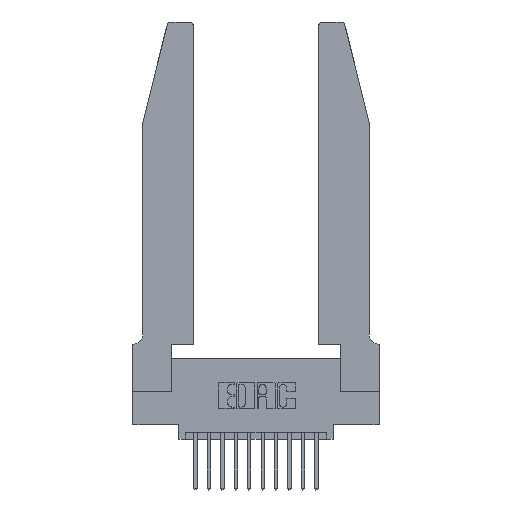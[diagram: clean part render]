
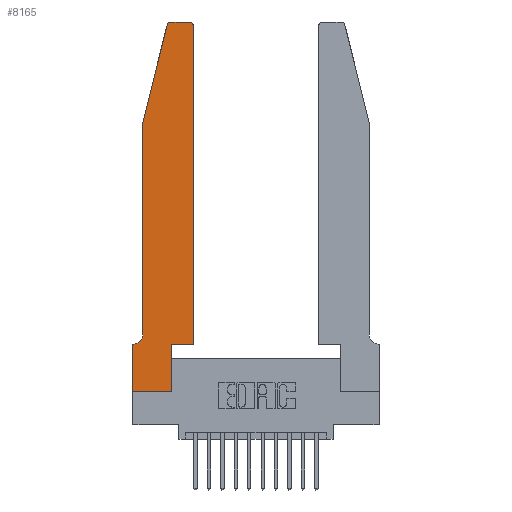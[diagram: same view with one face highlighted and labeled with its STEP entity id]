
A CAD part, top view. The second image highlights one B-rep face of the part: STEP entity #8165.
In plain terms, the highlighted planar face has unit normal (0, 0, 1).
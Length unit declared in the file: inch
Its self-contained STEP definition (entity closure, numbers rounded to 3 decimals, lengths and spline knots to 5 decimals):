
#210 = AXIS2_PLACEMENT_3D ( 'NONE', #8623, #9821, #4633 ) ;
#788 = VERTEX_POINT ( 'NONE', #16419 ) ;
#903 = CARTESIAN_POINT ( 'NONE',  ( 0.25487, 2.72718, 0.37 ) ) ;
#952 = CARTESIAN_POINT ( 'NONE',  ( 0.2865, 0.35, 0.37 ) ) ;
#1020 = VERTEX_POINT ( 'NONE', #16464 ) ;
#1117 = CARTESIAN_POINT ( 'NONE',  ( 0.2865, 0.35, 0.37 ) ) ;
#1390 = CARTESIAN_POINT ( 'NONE',  ( 0.284, 2.72, 0.37 ) ) ;
#1591 = VERTEX_POINT ( 'NONE', #903 ) ;
#1716 = CIRCLE ( 'NONE', #9439, 0.07 ) ;
#2018 = VERTEX_POINT ( 'NONE', #8653 ) ;
#2370 = VECTOR ( 'NONE', #11355, 39.37008 ) ;
#2459 = CARTESIAN_POINT ( 'NONE',  ( 0., 0., 0.37 ) ) ;
#2716 = LINE ( 'NONE', #14885, #3566 ) ;
#2760 = VERTEX_POINT ( 'NONE', #15888 ) ;
#2806 = DIRECTION ( 'NONE',  ( -0.239, -0.971, 0. ) ) ;
#2888 = DIRECTION ( 'NONE',  ( 1., 0., 0. ) ) ;
#3226 = ORIENTED_EDGE ( 'NONE', *, *, #6368, .T. ) ;
#3326 = CARTESIAN_POINT ( 'NONE',  ( 0.0055, 0.35, 0.37 ) ) ;
#3566 = VECTOR ( 'NONE', #6995, 39.37008 ) ;
#3603 = LINE ( 'NONE', #11442, #8963 ) ;
#3687 = VECTOR ( 'NONE', #16111, 39.37008 ) ;
#3814 = VECTOR ( 'NONE', #10401, 39.37008 ) ;
#3836 = DIRECTION ( 'NONE',  ( 0., 1., 0. ) ) ;
#4418 = ORIENTED_EDGE ( 'NONE', *, *, #7094, .T. ) ;
#4436 = LINE ( 'NONE', #10462, #3814 ) ;
#4506 = VECTOR ( 'NONE', #3836, 39.37008 ) ;
#4633 = DIRECTION ( 'NONE',  ( 1., 0., 0. ) ) ;
#4728 = EDGE_LOOP ( 'NONE', ( #9765, #14779, #13400, #8327, #7430, #9529, #3226, #4740, #4418, #6743, #4855, #15030 ) ) ;
#4740 = ORIENTED_EDGE ( 'NONE', *, *, #5739, .T. ) ;
#4855 = ORIENTED_EDGE ( 'NONE', *, *, #13747, .T. ) ;
#5058 = VECTOR ( 'NONE', #5134, 39.37008 ) ;
#5134 = DIRECTION ( 'NONE',  ( -1., 0., 0. ) ) ;
#5739 = EDGE_CURVE ( 'NONE', #12887, #9987, #14856, .T. ) ;
#5828 = VERTEX_POINT ( 'NONE', #11493 ) ;
#6101 = LINE ( 'NONE', #10709, #9817 ) ;
#6368 = EDGE_CURVE ( 'NONE', #5828, #12887, #9480, .T. ) ;
#6624 = VERTEX_POINT ( 'NONE', #3326 ) ;
#6743 = ORIENTED_EDGE ( 'NONE', *, *, #9881, .T. ) ;
#6907 = LINE ( 'NONE', #7722, #5058 ) ;
#6995 = DIRECTION ( 'NONE',  ( 1., 0., 0. ) ) ;
#7094 = EDGE_CURVE ( 'NONE', #9987, #9502, #10461, .T. ) ;
#7430 = ORIENTED_EDGE ( 'NONE', *, *, #16104, .T. ) ;
#7722 = CARTESIAN_POINT ( 'NONE',  ( 0.0755, 0.35, 0.37 ) ) ;
#7750 = CIRCLE ( 'NONE', #210, 0.03 ) ;
#8107 = DIRECTION ( 'NONE',  ( 0., 0., 1. ) ) ;
#8165 = ADVANCED_FACE ( 'NONE', ( #16232 ), #8605, .T. ) ;
#8327 = ORIENTED_EDGE ( 'NONE', *, *, #8814, .T. ) ;
#8605 = PLANE ( 'NONE',  #15174 ) ;
#8623 = CARTESIAN_POINT ( 'NONE',  ( 0.4205, 2.72, 0.37 ) ) ;
#8653 = CARTESIAN_POINT ( 'NONE',  ( 0.284, 2.75, 0.37 ) ) ;
#8734 = CARTESIAN_POINT ( 'NONE',  ( 0.0055, 0.42, 0.37 ) ) ;
#8814 = EDGE_CURVE ( 'NONE', #16422, #788, #4436, .T. ) ;
#8888 = DIRECTION ( 'NONE',  ( 0., 0., -1. ) ) ;
#8963 = VECTOR ( 'NONE', #15228, 39.37008 ) ;
#9167 = CIRCLE ( 'NONE', #13744, 0.03 ) ;
#9392 = EDGE_CURVE ( 'NONE', #1020, #2018, #3603, .T. ) ;
#9439 = AXIS2_PLACEMENT_3D ( 'NONE', #8734, #8888, #15351 ) ;
#9480 = LINE ( 'NONE', #14147, #3687 ) ;
#9502 = VERTEX_POINT ( 'NONE', #952 ) ;
#9529 = ORIENTED_EDGE ( 'NONE', *, *, #14507, .T. ) ;
#9645 = EDGE_CURVE ( 'NONE', #2018, #1591, #9167, .T. ) ;
#9765 = ORIENTED_EDGE ( 'NONE', *, *, #9392, .T. ) ;
#9817 = VECTOR ( 'NONE', #2806, 39.37008 ) ;
#9821 = DIRECTION ( 'NONE',  ( 0., 0., 1. ) ) ;
#9881 = EDGE_CURVE ( 'NONE', #9502, #2760, #2716, .T. ) ;
#9901 = DIRECTION ( 'NONE',  ( 1., 0., 0. ) ) ;
#9987 = VERTEX_POINT ( 'NONE', #15723 ) ;
#10401 = DIRECTION ( 'NONE',  ( 0., -1., 0. ) ) ;
#10461 = LINE ( 'NONE', #1117, #4506 ) ;
#10462 = CARTESIAN_POINT ( 'NONE',  ( 0.0755, 2., 0.37 ) ) ;
#10709 = CARTESIAN_POINT ( 'NONE',  ( 0.0755, 2., 0.37 ) ) ;
#10743 = CARTESIAN_POINT ( 'NONE',  ( 0., 0., 0.37 ) ) ;
#11135 = CARTESIAN_POINT ( 'NONE',  ( 0.0755, 2., 0.37 ) ) ;
#11355 = DIRECTION ( 'NONE',  ( 0., 1., 0. ) ) ;
#11442 = CARTESIAN_POINT ( 'NONE',  ( 0.2605, 2.75, 0.37 ) ) ;
#11493 = CARTESIAN_POINT ( 'NONE',  ( 0., 0.35, 0.37 ) ) ;
#11745 = CARTESIAN_POINT ( 'NONE',  ( 0.4505, 2.72, 0.37 ) ) ;
#12493 = DIRECTION ( 'NONE',  ( 0., 0., 1. ) ) ;
#12887 = VERTEX_POINT ( 'NONE', #10743 ) ;
#13079 = DIRECTION ( 'NONE',  ( 1., 0., 0. ) ) ;
#13276 = VERTEX_POINT ( 'NONE', #11745 ) ;
#13400 = ORIENTED_EDGE ( 'NONE', *, *, #14617, .T. ) ;
#13744 = AXIS2_PLACEMENT_3D ( 'NONE', #1390, #8107, #2888 ) ;
#13747 = EDGE_CURVE ( 'NONE', #2760, #13276, #15598, .T. ) ;
#13932 = CARTESIAN_POINT ( 'NONE',  ( 0., 0.35, 0.37 ) ) ;
#14145 = EDGE_CURVE ( 'NONE', #13276, #1020, #7750, .T. ) ;
#14147 = CARTESIAN_POINT ( 'NONE',  ( 0., 0., 0.37 ) ) ;
#14507 = EDGE_CURVE ( 'NONE', #6624, #5828, #6907, .T. ) ;
#14617 = EDGE_CURVE ( 'NONE', #1591, #16422, #6101, .T. ) ;
#14631 = VECTOR ( 'NONE', #13079, 39.37008 ) ;
#14779 = ORIENTED_EDGE ( 'NONE', *, *, #9645, .T. ) ;
#14856 = LINE ( 'NONE', #2459, #14631 ) ;
#14885 = CARTESIAN_POINT ( 'NONE',  ( 0.4505, 0.35, 0.37 ) ) ;
#15030 = ORIENTED_EDGE ( 'NONE', *, *, #14145, .T. ) ;
#15174 = AXIS2_PLACEMENT_3D ( 'NONE', #13932, #12493, #9901 ) ;
#15228 = DIRECTION ( 'NONE',  ( -1., 0., 0. ) ) ;
#15351 = DIRECTION ( 'NONE',  ( -1., 0., 0. ) ) ;
#15598 = LINE ( 'NONE', #16540, #2370 ) ;
#15723 = CARTESIAN_POINT ( 'NONE',  ( 0.2865, 0., 0.37 ) ) ;
#15888 = CARTESIAN_POINT ( 'NONE',  ( 0.4505, 0.35, 0.37 ) ) ;
#16104 = EDGE_CURVE ( 'NONE', #788, #6624, #1716, .T. ) ;
#16111 = DIRECTION ( 'NONE',  ( 0., -1., 0. ) ) ;
#16232 = FACE_OUTER_BOUND ( 'NONE', #4728, .T. ) ;
#16419 = CARTESIAN_POINT ( 'NONE',  ( 0.0755, 0.42, 0.37 ) ) ;
#16422 = VERTEX_POINT ( 'NONE', #11135 ) ;
#16464 = CARTESIAN_POINT ( 'NONE',  ( 0.4205, 2.75, 0.37 ) ) ;
#16540 = CARTESIAN_POINT ( 'NONE',  ( 0.4505, 0.35, 0.37 ) ) ;
